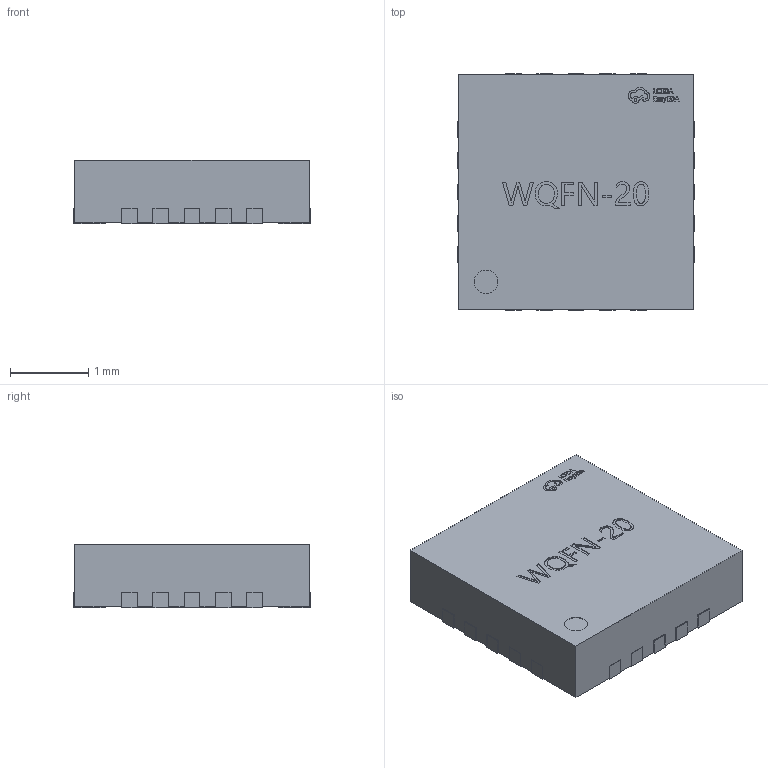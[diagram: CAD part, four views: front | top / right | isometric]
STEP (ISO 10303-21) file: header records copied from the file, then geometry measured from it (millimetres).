
FILE_DESCRIPTION (( 'STEP AP214' ), '1' );
FILE_NAME ('WQFN-20_L3.0-W3.0-H0.8-P0.40.step', '2022-07-15T04:23:13', ( '' ), ( '' ), 'SwSTEP 2.0', 'SolidWorks 2020', '' );
FILE_SCHEMA (( 'AUTOMOTIVE_DESIGN' ));
Length unit declared in the file: millimetre
Products named in the file (1): WQFN-20_L3.0-W3.0-H0.8-P0.40
Bounding box: 3.02 x 3.02 x 0.81 mm (x, y, z)
Volume: 7.2 mm3; surface area: 28.3 mm2
Topology: 14 solids, 14 shells, 523 faces, 1431 edges, 954 vertices
Faces by surface type: plane 348, bspline 148, cylinder 27
Entity records: 25227 total; most frequent: CARTESIAN_POINT 6993, ORIENTED_EDGE 2862, DIRECTION 1937, EDGE_CURVE 1431, VECTOR 1077, LINE 1077, VERTEX_POINT 954, EDGE_LOOP 553
